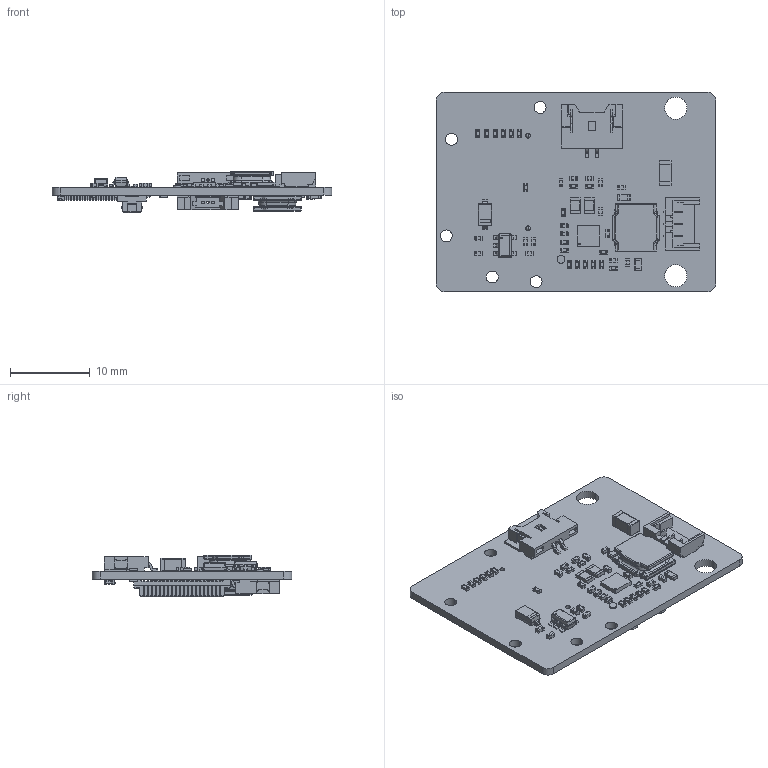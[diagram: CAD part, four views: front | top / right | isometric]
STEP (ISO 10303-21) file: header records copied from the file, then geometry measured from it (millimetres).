
FILE_DESCRIPTION(/* description */ ('PCB Design'),/* implementation_level */ '2;1');
FILE_NAME(/* name */ 'RAK18060_VA_2022_0521_1',/* time_stamp */ '2022-05-22T23:47:15+08:00',/* author */ (''),/* organization */ (''),/* preprocessor_version */ 'ST-DEVELOPER v16',/* originating_system */ 'allegro_17.4S012',/* authorisation */ '');
FILE_SCHEMA (('AUTOMOTIVE_DESIGN { 1 0 10303 214 3 1 1 }'));
Products named in the file (31): RAK18060_VA_2022_0521_1; BOARD_OUTLINE; COMPONENTS; SL6020; WCSP30-6X5-FE-0R4; MBR140SF; BTW1X2-1R25-1R8-B; BTW1X3-1R5-1R85-B; BTB2X20-0R5-2R2-M; SR0805; BTB40_2X20_4MM_M; SOT-23-5; SC0402; SC0603; SC1206; SR0402; TEST_POINT; WCSP30-6X5-FE-0R4_[WCSP30-6X5-FE-0R4]; SOD-123; Assem1333333; JST-BM03B-AUHKS-GA-TB; TXGA-FBB05008-M40S-H22; RES-SM-CHIP-0805[2012]; BTB40-2X20-4MM-M; CAP-SM-MLCC-0402[1005]; CAP-SM-MLCC-0603[1608]; CAP-SM-MLCC-1206[3216]; RES-SM-CHIP; TEST-POINT-SM
Assembly tree (99 placements, depth 4):
  RAK18060_VA_2022_0521_1
    BOARD_OUTLINE
    COMPONENTS
      SL6020  x2
        SL6020
      WCSP30-6X5-FE-0R4  x2
        WCSP30-6X5-FE-0R4_[WCSP30-6X5-FE-0R4]
      MBR140SF
        SOD-123
      BTW1X2-1R25-1R8-B  x2
        Assem1333333
      BTW1X3-1R5-1R85-B
        JST-BM03B-AUHKS-GA-TB
      BTB2X20-0R5-2R2-M
        TXGA-FBB05008-M40S-H22
      SR0805  x4
        RES-SM-CHIP-0805[2012]
      BTB40_2X20_4MM_M
        BTB40-2X20-4MM-M
      SOT-23-5
        SOT-23-5
      SC0402  x27
        CAP-SM-MLCC-0402[1005]
      SC0603  x4
        CAP-SM-MLCC-0603[1608]
      SC1206
        CAP-SM-MLCC-1206[3216]
      SR0402  x34
        RES-SM-CHIP
      TEST_POINT  x2
        TEST-POINT-SM
Bounding box: 35 x 25 x 5.2 mm (x, y, z)
Volume: 312.7 mm3; surface area: 3307.5 mm2
Topology: 83 solids, 84 shells, 8624 faces, 21693 edges, 12790 vertices
Faces by surface type: plane 3881, cylinder 3279, torus 952, bspline 468, sphere 44
Full cylindrical faces by diameter (mm): 0.15 x1, 0.2 x2, 0.3 x2, 0.5 x2, 1 x2
Entity records: 142270 total; most frequent: CARTESIAN_POINT 22940, ORIENTED_EDGE 20620, DIRECTION 19763, EDGE_CURVE 10320, VECTOR 7846, LINE 7846, VERTEX_POINT 6542, AXIS2_PLACEMENT_3D 6128
